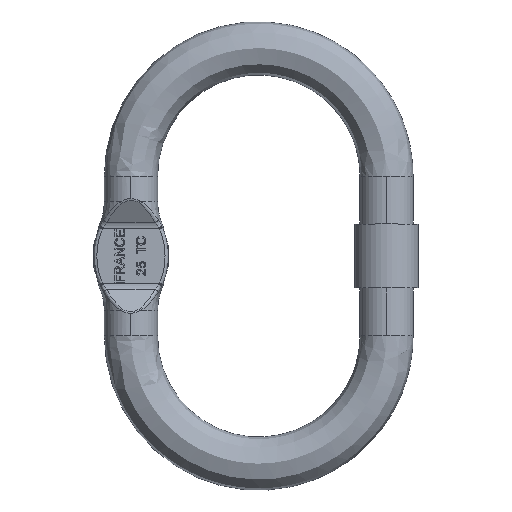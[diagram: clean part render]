
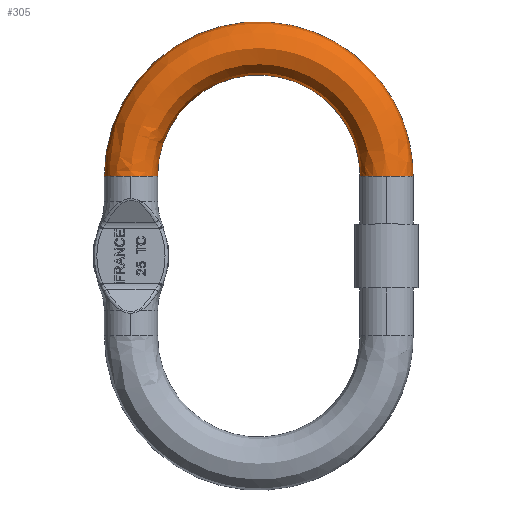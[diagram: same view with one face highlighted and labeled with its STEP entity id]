
A CAD part, top view. The second image highlights one B-rep face of the part: STEP entity #305.
In plain terms, the highlighted free-form (B-spline) face has degree [3, 3] with [7, 4] control points.
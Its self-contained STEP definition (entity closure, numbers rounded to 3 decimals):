
#305=ADVANCED_FACE('NONE',(#880),#881,.T.);
#880=FACE_OUTER_BOUND('',#1824,.T.);
#881=(B_SPLINE_SURFACE(3,3,((#1826,#1827,#1828,#1829),(#1830,#1831,#1832,#1833),(#1834,#1835,#1836,#1837),(#1838,#1839,#1840,#1841),(#1842,#1843,#1844,#1845),(#1846,#1847,#1848,#1849),(#1850,#1851,#1852,#1853)),.UNSPECIFIED.,.T.,.F.,.F.)B_SPLINE_SURFACE_WITH_KNOTS((4,3,4),(4,4),(0.0,0.5,1.0),(0.0,1.0),.UNSPECIFIED.)RATIONAL_B_SPLINE_SURFACE(((1.0,0.333,0.333,1.0),(0.333,0.111,0.111,0.333),(0.333,0.111,0.111,0.333),(1.0,0.333,0.333,1.0),(0.333,0.111,0.111,0.333),(0.333,0.111,0.111,0.333),(1.0,0.333,0.333,1.0)))BOUNDED_SURFACE()REPRESENTATION_ITEM('')GEOMETRIC_REPRESENTATION_ITEM()SURFACE());
#1824=EDGE_LOOP('',(#6594,#6595,#6596,#6597,#6598,#6599));
#1826=CARTESIAN_POINT('',(72.5,37.5,0.0));
#1827=CARTESIAN_POINT('',(72.5,182.5,0.0));
#1828=CARTESIAN_POINT('',(-72.5,182.5,0.0));
#1829=CARTESIAN_POINT('',(-72.5,37.5,0.0));
#1830=CARTESIAN_POINT('',(72.5,37.5,-25.0));
#1831=CARTESIAN_POINT('',(72.5,182.5,-25.0));
#1832=CARTESIAN_POINT('',(-72.5,182.5,-25.0));
#1833=CARTESIAN_POINT('',(-72.5,37.5,-25.0));
#1834=CARTESIAN_POINT('',(47.5,37.5,-25.0));
#1835=CARTESIAN_POINT('',(47.5,132.5,-25.0));
#1836=CARTESIAN_POINT('',(-47.5,132.5,-25.0));
#1837=CARTESIAN_POINT('',(-47.5,37.5,-25.0));
#1838=CARTESIAN_POINT('',(47.5,37.5,0.));
#1839=CARTESIAN_POINT('',(47.5,132.5,0.));
#1840=CARTESIAN_POINT('',(-47.5,132.5,0.));
#1841=CARTESIAN_POINT('',(-47.5,37.5,0.));
#1842=CARTESIAN_POINT('',(47.5,37.5,25.0));
#1843=CARTESIAN_POINT('',(47.5,132.5,25.0));
#1844=CARTESIAN_POINT('',(-47.5,132.5,25.0));
#1845=CARTESIAN_POINT('',(-47.5,37.5,25.0));
#1846=CARTESIAN_POINT('',(72.5,37.5,25.0));
#1847=CARTESIAN_POINT('',(72.5,182.5,25.0));
#1848=CARTESIAN_POINT('',(-72.5,182.5,25.0));
#1849=CARTESIAN_POINT('',(-72.5,37.5,25.0));
#1850=CARTESIAN_POINT('',(72.5,37.5,0.0));
#1851=CARTESIAN_POINT('',(72.5,182.5,0.0));
#1852=CARTESIAN_POINT('',(-72.5,182.5,0.0));
#1853=CARTESIAN_POINT('',(-72.5,37.5,0.0));
#6594=ORIENTED_EDGE('',*,*,#8795,.F.);
#6595=ORIENTED_EDGE('',*,*,#8796,.F.);
#6596=ORIENTED_EDGE('',*,*,#8797,.F.);
#6597=ORIENTED_EDGE('',*,*,#8798,.T.);
#6598=ORIENTED_EDGE('',*,*,#8799,.F.);
#6599=ORIENTED_EDGE('',*,*,#8800,.F.);
#8795=EDGE_CURVE('',#9805,#9806,#9807,.T.);
#8796=EDGE_CURVE('NONE',#9808,#9805,#9809,.T.);
#8797=EDGE_CURVE('NONE',#9810,#9808,#9811,.T.);
#8798=EDGE_CURVE('',#9810,#9812,#9813,.T.);
#8799=EDGE_CURVE('NONE',#9814,#9812,#9815,.T.);
#8800=EDGE_CURVE('NONE',#9806,#9814,#9816,.T.);
#9805=VERTEX_POINT('',#11327);
#9806=VERTEX_POINT('',#11328);
#9807=(B_SPLINE_CURVE(3,(#11330,#11331,#11332,#11333),.UNSPECIFIED.,.F.,.F.)B_SPLINE_CURVE_WITH_KNOTS((4,4),(-1.0,-0.0),.UNSPECIFIED.)RATIONAL_B_SPLINE_CURVE((1.0,0.333,0.333,1.0))BOUNDED_CURVE()REPRESENTATION_ITEM('')GEOMETRIC_REPRESENTATION_ITEM()CURVE());
#9808=VERTEX_POINT('NONE',#11340);
#9809=CIRCLE('',#11341,12.5);
#9810=VERTEX_POINT('',#11342);
#9811=CIRCLE('',#11343,12.5);
#9812=VERTEX_POINT('',#11344);
#9813=(B_SPLINE_CURVE(3,(#11346,#11347,#11348,#11349),.UNSPECIFIED.,.F.,.F.)B_SPLINE_CURVE_WITH_KNOTS((4,4),(-1.0,-0.0),.UNSPECIFIED.)RATIONAL_B_SPLINE_CURVE((1.0,0.333,0.333,1.0))BOUNDED_CURVE()REPRESENTATION_ITEM('')GEOMETRIC_REPRESENTATION_ITEM()CURVE());
#9814=VERTEX_POINT('',#11356);
#9815=CIRCLE('',#11357,12.5);
#9816=CIRCLE('',#11358,12.5);
#11327=CARTESIAN_POINT('',(-72.5,37.5,0.0));
#11328=CARTESIAN_POINT('',(72.5,37.5,0.0));
#11330=CARTESIAN_POINT('',(-72.5,37.5,0.0));
#11331=CARTESIAN_POINT('',(-72.5,182.5,0.0));
#11332=CARTESIAN_POINT('',(72.5,182.5,0.0));
#11333=CARTESIAN_POINT('',(72.5,37.5,0.0));
#11340=CARTESIAN_POINT('',(-60.0,37.5,12.5));
#11341=AXIS2_PLACEMENT_3D('',#16266,#16267,#16268);
#11342=CARTESIAN_POINT('',(-47.5,37.5,0.));
#11343=AXIS2_PLACEMENT_3D('',#16269,#16270,#16271);
#11344=CARTESIAN_POINT('',(47.5,37.5,0.));
#11346=CARTESIAN_POINT('',(-47.5,37.5,0.));
#11347=CARTESIAN_POINT('',(-47.5,132.5,0.));
#11348=CARTESIAN_POINT('',(47.5,132.5,0.));
#11349=CARTESIAN_POINT('',(47.5,37.5,0.));
#11356=CARTESIAN_POINT('',(60.0,37.5,12.5));
#11357=AXIS2_PLACEMENT_3D('',#16272,#16273,#16274);
#11358=AXIS2_PLACEMENT_3D('',#16275,#16276,#16277);
#16266=CARTESIAN_POINT('',(-60.0,37.5,0.0));
#16267=DIRECTION('',(0.0,-1.0,0.0));
#16268=DIRECTION('',(0.0,0.0,1.0));
#16269=CARTESIAN_POINT('',(-60.0,37.5,0.0));
#16270=DIRECTION('',(0.0,-1.0,0.0));
#16271=DIRECTION('',(0.0,0.0,1.0));
#16272=CARTESIAN_POINT('',(60.0,37.5,0.0));
#16273=DIRECTION('',(0.0,-1.0,0.0));
#16274=DIRECTION('',(0.0,0.0,-1.0));
#16275=CARTESIAN_POINT('',(60.0,37.5,0.0));
#16276=DIRECTION('',(0.0,-1.0,0.0));
#16277=DIRECTION('',(0.0,0.0,-1.0));
